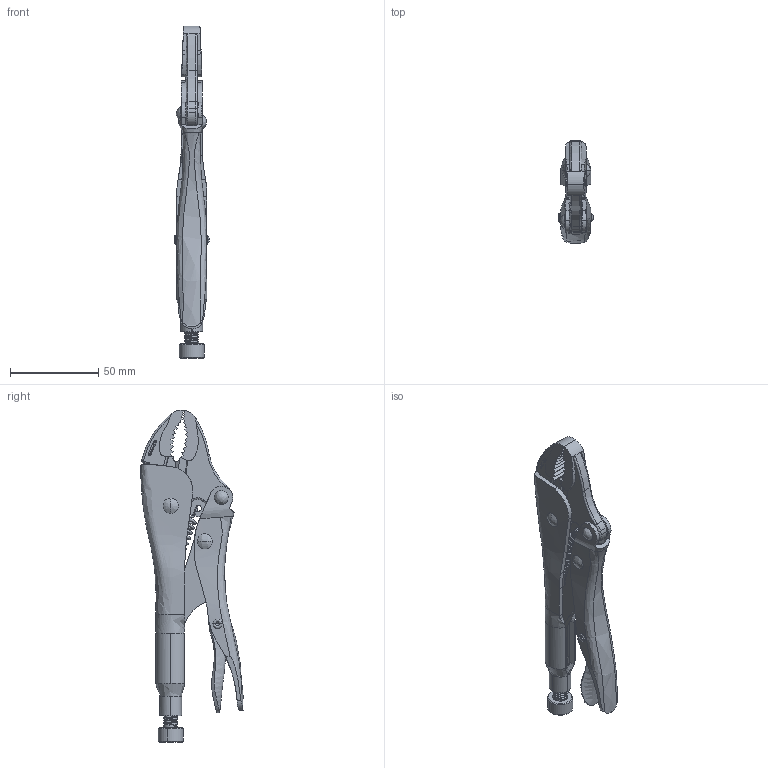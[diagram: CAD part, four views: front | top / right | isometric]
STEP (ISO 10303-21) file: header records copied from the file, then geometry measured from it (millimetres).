
FILE_DESCRIPTION (( 'STEP AP214' ), '1' );
FILE_NAME ('GH-51150(Â²¤Æ).STEP', '2020-07-27T05:51:10', ( 'LinWei' ), ( '' ), 'SwSTEP 2.0', 'SolidWorks 2016', '' );
FILE_SCHEMA (( 'AUTOMOTIVE_DESIGN' ));
Length unit declared in the file: millimetre
Products named in the file (2): Group1^GH-51150(簡化); GH-51150(簡化)
Assembly tree (1 placements, depth 2):
  GH-51150(簡化)
    Group1^GH-51150(簡化)
Bounding box: 19.55 x 58.05 x 187.88 mm (x, y, z)
Volume: 46219.4 mm3; surface area: 37079.2 mm2
Topology: 12 solids, 12 shells, 623 faces, 1639 edges, 1042 vertices
Faces by surface type: cylinder 243, bspline 207, plane 151, cone 12, torus 10
Entity records: 163025 total; most frequent: CARTESIAN_POINT 149415, ORIENTED_EDGE 3262, DIRECTION 2118, EDGE_CURVE 1631, VERTEX_POINT 1042, AXIS2_PLACEMENT_3D 732, EDGE_LOOP 661, VECTOR 654
